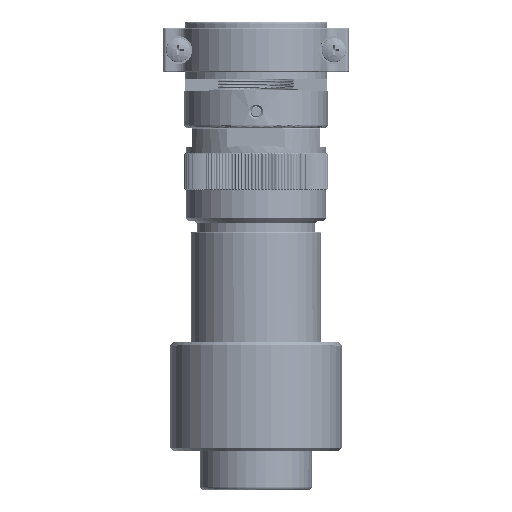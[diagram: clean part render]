
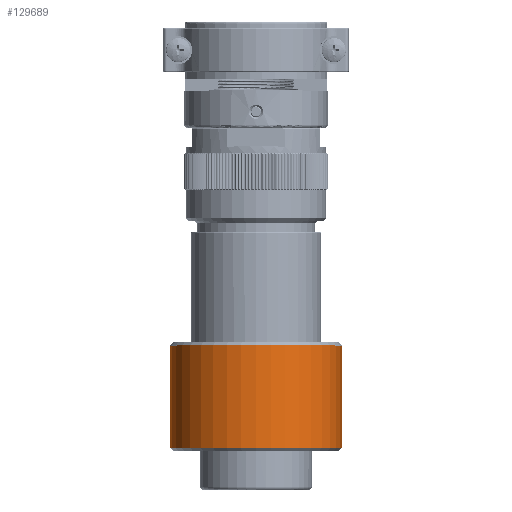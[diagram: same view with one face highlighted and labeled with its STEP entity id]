
A CAD part, top view. The second image highlights one B-rep face of the part: STEP entity #129689.
In plain terms, the highlighted cylindrical face has radius 27.5 mm (diameter 55 mm), a partial arc.
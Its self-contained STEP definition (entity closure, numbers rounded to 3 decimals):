
#21931=CARTESIAN_POINT('',(23.608,5.2,
-29.942));
#21932=DIRECTION('',(0.,1.,0.));
#21933=DIRECTION('',(-1.,0.,0.));
#21934=AXIS2_PLACEMENT_3D('',#21931,#21932,#21933);
#21936=DIRECTION('',(0.,-1.,0.));
#21937=VECTOR('',#21936,32.9);
#21938=CARTESIAN_POINT('',(51.108,5.2,
-29.942));
#21939=LINE('',#21938,#21937);
#21940=CARTESIAN_POINT('',(23.608,-27.7,
-29.942));
#21941=DIRECTION('',(0.,1.,0.));
#21942=DIRECTION('',(-1.,0.,0.));
#21943=AXIS2_PLACEMENT_3D('',#21940,#21941,#21942);
#21973=DIRECTION('',(0.,-1.,0.));
#21974=VECTOR('',#21973,32.9);
#21975=CARTESIAN_POINT('',(-3.892,5.2,
-29.942));
#21976=LINE('',#21975,#21974);
#96659=CARTESIAN_POINT('',(-3.892,-27.7,
-29.942));
#96661=VERTEX_POINT('',#96659);
#96663=CARTESIAN_POINT('',(51.108,-27.7,
-29.942));
#96665=VERTEX_POINT('',#96663);
#96666=CARTESIAN_POINT('',(51.108,5.2,
-29.942));
#96667=VERTEX_POINT('',#96666);
#96668=CARTESIAN_POINT('',(-3.892,5.2,
-29.942));
#96669=VERTEX_POINT('',#96668);
#129675=CARTESIAN_POINT('',(23.608,7.945,
-29.942));
#129676=DIRECTION('',(0.,-1.,0.));
#129677=DIRECTION('',(-1.,0.,0.));
#129678=AXIS2_PLACEMENT_3D('',#129675,#129676,#129677);
#129679=CYLINDRICAL_SURFACE('',#129678,27.5);
#129681=ORIENTED_EDGE('',*,*,#129680,.F.);
#129683=ORIENTED_EDGE('',*,*,#129682,.F.);
#129684=ORIENTED_EDGE('',*,*,#129662,.T.);
#129686=ORIENTED_EDGE('',*,*,#129685,.T.);
#129687=EDGE_LOOP('',(#129681,#129683,#129684,#129686));
#129688=FACE_OUTER_BOUND('',#129687,.F.);
#21935=CIRCLE('',#21934,27.5);
#21944=CIRCLE('',#21943,27.5);
#129662=EDGE_CURVE('',#96669,#96667,#21935,.T.);
#129680=EDGE_CURVE('',#96661,#96665,#21944,.T.);
#129682=EDGE_CURVE('',#96669,#96661,#21976,.T.);
#129685=EDGE_CURVE('',#96667,#96665,#21939,.T.);
#129689=ADVANCED_FACE('',(#129688),#129679,.T.);
